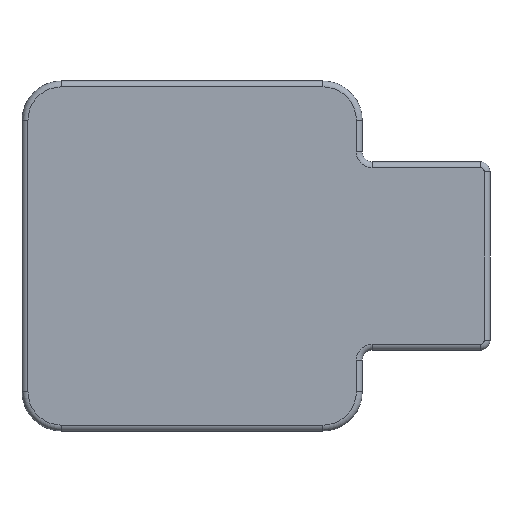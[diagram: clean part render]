
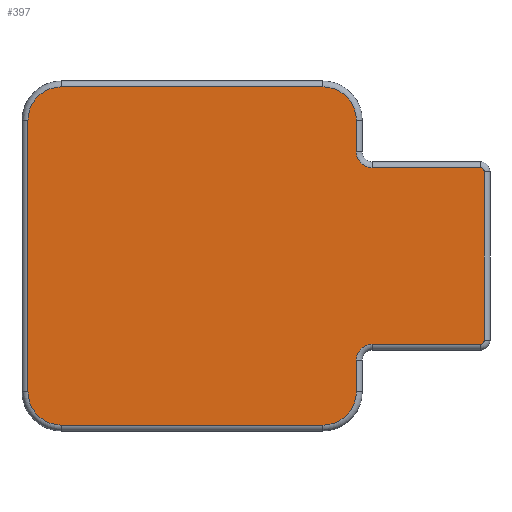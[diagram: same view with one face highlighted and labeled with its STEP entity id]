
A CAD part, front view. The second image highlights one B-rep face of the part: STEP entity #397.
In plain terms, the highlighted planar face has unit normal (0, -1, 0).
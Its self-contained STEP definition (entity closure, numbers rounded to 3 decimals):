
#48 = DIRECTION ( 'NONE',  ( -1., 0., 0. ) ) ;
#73 = DIRECTION ( 'NONE',  ( 0., 1., 0. ) ) ;
#93 = EDGE_CURVE ( 'NONE', #856, #1383, #1321, .T. ) ;
#94 = VECTOR ( 'NONE', #1681, 1000. ) ;
#111 = CARTESIAN_POINT ( 'NONE',  ( 11.65, 0., -6.695 ) ) ;
#165 = VECTOR ( 'NONE', #2122, 1000. ) ;
#209 = CARTESIAN_POINT ( 'NONE',  ( 11.65, 0., -2.305 ) ) ;
#216 = DIRECTION ( 'NONE',  ( -1., 0., 0. ) ) ;
#273 = CARTESIAN_POINT ( 'NONE',  ( 0.15, 0., -1. ) ) ;
#290 = CIRCLE ( 'NONE', #2230, 0.4 ) ;
#321 = CARTESIAN_POINT ( 'NONE',  ( 1., 0., -0.15 ) ) ;
#338 = ORIENTED_EDGE ( 'NONE', *, *, #2877, .T. ) ;
#351 = PLANE ( 'NONE',  #1534 ) ;
#372 = EDGE_CURVE ( 'NONE', #1446, #3343, #424, .T. ) ;
#373 = VECTOR ( 'NONE', #3276, 1000. ) ;
#385 = AXIS2_PLACEMENT_3D ( 'NONE', #3037, #3061, #3645 ) ;
#397 = ADVANCED_FACE ( 'NONE', ( #573 ), #351, .T. ) ;
#424 = LINE ( 'NONE', #321, #1414 ) ;
#435 = VERTEX_POINT ( 'NONE', #1582 ) ;
#543 = ORIENTED_EDGE ( 'NONE', *, *, #3349, .T. ) ;
#573 = FACE_OUTER_BOUND ( 'NONE', #1214, .T. ) ;
#588 = CARTESIAN_POINT ( 'NONE',  ( 1., 0., -7.9 ) ) ;
#604 = VECTOR ( 'NONE', #684, 1000. ) ;
#634 = VECTOR ( 'NONE', #1990, 1000. ) ;
#647 = EDGE_CURVE ( 'NONE', #3070, #435, #997, .T. ) ;
#660 = VERTEX_POINT ( 'NONE', #1659 ) ;
#675 = CARTESIAN_POINT ( 'NONE',  ( 8.903, 0., -6.695 ) ) ;
#679 = ORIENTED_EDGE ( 'NONE', *, *, #3554, .T. ) ;
#684 = DIRECTION ( 'NONE',  ( 1., 0., 0. ) ) ;
#703 = EDGE_CURVE ( 'NONE', #1383, #3070, #799, .T. ) ;
#730 = AXIS2_PLACEMENT_3D ( 'NONE', #2114, #1548, #3613 ) ;
#764 = CARTESIAN_POINT ( 'NONE',  ( 7.653, 0., -8.75 ) ) ;
#799 = LINE ( 'NONE', #3255, #2489 ) ;
#856 = VERTEX_POINT ( 'NONE', #2108 ) ;
#866 = AXIS2_PLACEMENT_3D ( 'NONE', #588, #873, #3028 ) ;
#873 = DIRECTION ( 'NONE',  ( 0., -1., 0. ) ) ;
#892 = ORIENTED_EDGE ( 'NONE', *, *, #3313, .T. ) ;
#896 = VERTEX_POINT ( 'NONE', #3318 ) ;
#915 = VERTEX_POINT ( 'NONE', #3084 ) ;
#941 = DIRECTION ( 'NONE',  ( 0., -1., 0. ) ) ;
#968 = CARTESIAN_POINT ( 'NONE',  ( 8.503, 0., -1. ) ) ;
#997 = CIRCLE ( 'NONE', #3686, 0.4 ) ;
#1087 = CARTESIAN_POINT ( 'NONE',  ( 8.903, 0., -1.805 ) ) ;
#1111 = DIRECTION ( 'NONE',  ( 0., 0., -1. ) ) ;
#1162 = CARTESIAN_POINT ( 'NONE',  ( 7.653, 0., -1. ) ) ;
#1194 = CARTESIAN_POINT ( 'NONE',  ( 1., 0., -0.15 ) ) ;
#1214 = EDGE_LOOP ( 'NONE', ( #2650, #2278, #2615, #679, #338, #3122, #2557, #2372, #543, #2300, #3454, #3215, #892, #2770, #1707, #2688 ) ) ;
#1226 = LINE ( 'NONE', #2102, #373 ) ;
#1261 = DIRECTION ( 'NONE',  ( 0., 0., -1. ) ) ;
#1321 = CIRCLE ( 'NONE', #1971, 0.1 ) ;
#1366 = LINE ( 'NONE', #764, #94 ) ;
#1383 = VERTEX_POINT ( 'NONE', #1814 ) ;
#1401 = DIRECTION ( 'NONE',  ( 0., -1., 0. ) ) ;
#1409 = CARTESIAN_POINT ( 'NONE',  ( 8.503, 0., -7.095 ) ) ;
#1414 = VECTOR ( 'NONE', #48, 1000. ) ;
#1446 = VERTEX_POINT ( 'NONE', #2708 ) ;
#1534 = AXIS2_PLACEMENT_3D ( 'NONE', #2100, #941, #1261 ) ;
#1548 = DIRECTION ( 'NONE',  ( 0., -1., 0. ) ) ;
#1550 = CIRCLE ( 'NONE', #385, 0.1 ) ;
#1582 = CARTESIAN_POINT ( 'NONE',  ( 8.503, 0., -1.805 ) ) ;
#1604 = DIRECTION ( 'NONE',  ( 0., -1., 0. ) ) ;
#1659 = CARTESIAN_POINT ( 'NONE',  ( 1., 0., -8.75 ) ) ;
#1674 = EDGE_CURVE ( 'NONE', #3571, #660, #3582, .T. ) ;
#1681 = DIRECTION ( 'NONE',  ( 1., 0., 0. ) ) ;
#1707 = ORIENTED_EDGE ( 'NONE', *, *, #3231, .T. ) ;
#1739 = DIRECTION ( 'NONE',  ( 0., 0., -1. ) ) ;
#1786 = LINE ( 'NONE', #3229, #3471 ) ;
#1814 = CARTESIAN_POINT ( 'NONE',  ( 11.65, 0., -2.205 ) ) ;
#1825 = EDGE_CURVE ( 'NONE', #1873, #3508, #290, .T. ) ;
#1847 = CARTESIAN_POINT ( 'NONE',  ( 0.15, 0., -7.9 ) ) ;
#1856 = CIRCLE ( 'NONE', #2649, 0.85 ) ;
#1857 = CARTESIAN_POINT ( 'NONE',  ( 8.903, 0., -7.095 ) ) ;
#1864 = VERTEX_POINT ( 'NONE', #968 ) ;
#1873 = VERTEX_POINT ( 'NONE', #1880 ) ;
#1880 = CARTESIAN_POINT ( 'NONE',  ( 8.503, 0., -7.095 ) ) ;
#1919 = DIRECTION ( 'NONE',  ( 0., 0., -1. ) ) ;
#1971 = AXIS2_PLACEMENT_3D ( 'NONE', #209, #1401, #1111 ) ;
#1990 = DIRECTION ( 'NONE',  ( 0., 0., 1. ) ) ;
#2013 = LINE ( 'NONE', #111, #604 ) ;
#2088 = CARTESIAN_POINT ( 'NONE',  ( 11.75, 0., -6.595 ) ) ;
#2100 = CARTESIAN_POINT ( 'NONE',  ( 0., 0., 0. ) ) ;
#2102 = CARTESIAN_POINT ( 'NONE',  ( 8.503, 0., -1. ) ) ;
#2108 = CARTESIAN_POINT ( 'NONE',  ( 11.75, 0., -2.305 ) ) ;
#2114 = CARTESIAN_POINT ( 'NONE',  ( 1., 0., -1. ) ) ;
#2122 = DIRECTION ( 'NONE',  ( 0., 0., 1. ) ) ;
#2230 = AXIS2_PLACEMENT_3D ( 'NONE', #1857, #73, #2736 ) ;
#2242 = EDGE_CURVE ( 'NONE', #915, #1873, #2277, .T. ) ;
#2277 = LINE ( 'NONE', #1409, #634 ) ;
#2278 = ORIENTED_EDGE ( 'NONE', *, *, #1825, .T. ) ;
#2300 = ORIENTED_EDGE ( 'NONE', *, *, #2400, .T. ) ;
#2335 = CIRCLE ( 'NONE', #730, 0.85 ) ;
#2372 = ORIENTED_EDGE ( 'NONE', *, *, #647, .T. ) ;
#2400 = EDGE_CURVE ( 'NONE', #1864, #1446, #1856, .T. ) ;
#2410 = DIRECTION ( 'NONE',  ( 0., 0., -1. ) ) ;
#2431 = CARTESIAN_POINT ( 'NONE',  ( 11.75, 0., -2.305 ) ) ;
#2457 = CARTESIAN_POINT ( 'NONE',  ( 11.65, 0., -6.695 ) ) ;
#2489 = VECTOR ( 'NONE', #216, 1000. ) ;
#2557 = ORIENTED_EDGE ( 'NONE', *, *, #703, .T. ) ;
#2615 = ORIENTED_EDGE ( 'NONE', *, *, #3691, .T. ) ;
#2649 = AXIS2_PLACEMENT_3D ( 'NONE', #1162, #3257, #2410 ) ;
#2650 = ORIENTED_EDGE ( 'NONE', *, *, #2242, .T. ) ;
#2688 = ORIENTED_EDGE ( 'NONE', *, *, #3644, .T. ) ;
#2708 = CARTESIAN_POINT ( 'NONE',  ( 7.653, 0., -0.15 ) ) ;
#2714 = CIRCLE ( 'NONE', #3021, 0.85 ) ;
#2724 = VERTEX_POINT ( 'NONE', #2088 ) ;
#2736 = DIRECTION ( 'NONE',  ( 0., 0., -1. ) ) ;
#2770 = ORIENTED_EDGE ( 'NONE', *, *, #1674, .T. ) ;
#2843 = DIRECTION ( 'NONE',  ( 0., 1., 0. ) ) ;
#2877 = EDGE_CURVE ( 'NONE', #2724, #856, #3778, .T. ) ;
#3021 = AXIS2_PLACEMENT_3D ( 'NONE', #3693, #1604, #1919 ) ;
#3028 = DIRECTION ( 'NONE',  ( 0., 0., -1. ) ) ;
#3037 = CARTESIAN_POINT ( 'NONE',  ( 11.65, 0., -6.595 ) ) ;
#3061 = DIRECTION ( 'NONE',  ( 0., -1., 0. ) ) ;
#3070 = VERTEX_POINT ( 'NONE', #3703 ) ;
#3075 = VERTEX_POINT ( 'NONE', #2457 ) ;
#3084 = CARTESIAN_POINT ( 'NONE',  ( 8.503, 0., -7.9 ) ) ;
#3122 = ORIENTED_EDGE ( 'NONE', *, *, #93, .T. ) ;
#3176 = DIRECTION ( 'NONE',  ( 0., 0., -1. ) ) ;
#3215 = ORIENTED_EDGE ( 'NONE', *, *, #3494, .T. ) ;
#3229 = CARTESIAN_POINT ( 'NONE',  ( 0.15, 0., -7.9 ) ) ;
#3231 = EDGE_CURVE ( 'NONE', #660, #896, #1366, .T. ) ;
#3255 = CARTESIAN_POINT ( 'NONE',  ( 8.903, 0., -2.205 ) ) ;
#3257 = DIRECTION ( 'NONE',  ( 0., -1., 0. ) ) ;
#3276 = DIRECTION ( 'NONE',  ( 0., 0., 1. ) ) ;
#3313 = EDGE_CURVE ( 'NONE', #3867, #3571, #1786, .T. ) ;
#3318 = CARTESIAN_POINT ( 'NONE',  ( 7.653, 0., -8.75 ) ) ;
#3343 = VERTEX_POINT ( 'NONE', #1194 ) ;
#3349 = EDGE_CURVE ( 'NONE', #435, #1864, #1226, .T. ) ;
#3454 = ORIENTED_EDGE ( 'NONE', *, *, #372, .T. ) ;
#3471 = VECTOR ( 'NONE', #1739, 1000. ) ;
#3494 = EDGE_CURVE ( 'NONE', #3343, #3867, #2335, .T. ) ;
#3508 = VERTEX_POINT ( 'NONE', #675 ) ;
#3554 = EDGE_CURVE ( 'NONE', #3075, #2724, #1550, .T. ) ;
#3571 = VERTEX_POINT ( 'NONE', #1847 ) ;
#3582 = CIRCLE ( 'NONE', #866, 0.85 ) ;
#3613 = DIRECTION ( 'NONE',  ( 0., 0., -1. ) ) ;
#3644 = EDGE_CURVE ( 'NONE', #896, #915, #2714, .T. ) ;
#3645 = DIRECTION ( 'NONE',  ( 0., 0., -1. ) ) ;
#3686 = AXIS2_PLACEMENT_3D ( 'NONE', #1087, #2843, #3176 ) ;
#3691 = EDGE_CURVE ( 'NONE', #3508, #3075, #2013, .T. ) ;
#3693 = CARTESIAN_POINT ( 'NONE',  ( 7.653, 0., -7.9 ) ) ;
#3703 = CARTESIAN_POINT ( 'NONE',  ( 8.903, 0., -2.205 ) ) ;
#3778 = LINE ( 'NONE', #2431, #165 ) ;
#3867 = VERTEX_POINT ( 'NONE', #273 ) ;
